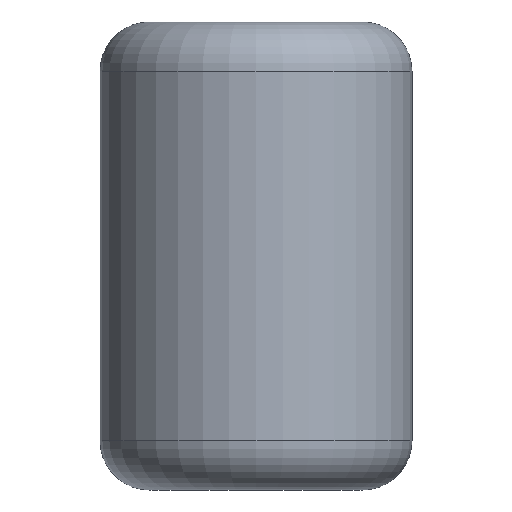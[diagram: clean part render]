
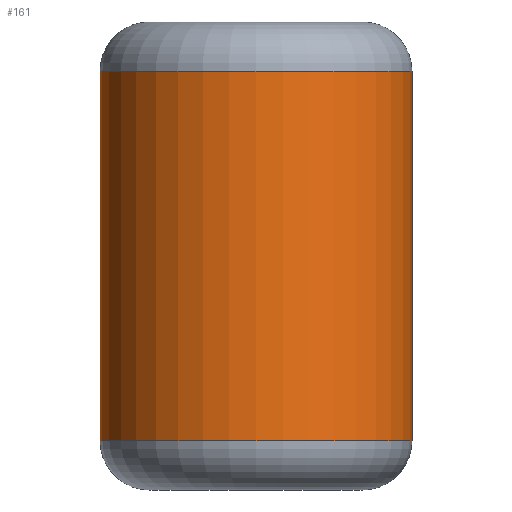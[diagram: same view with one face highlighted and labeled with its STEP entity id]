
A CAD part, front view. The second image highlights one B-rep face of the part: STEP entity #161.
In plain terms, the highlighted cylindrical face has radius 9.5 mm (diameter 19 mm), a partial arc.
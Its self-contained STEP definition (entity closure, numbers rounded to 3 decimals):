
#3 = EDGE_CURVE ( 'NONE', #28, #126, #100, .T. ) ;
#7 = LINE ( 'NONE', #130, #190 ) ;
#10 = CARTESIAN_POINT ( 'NONE',  ( 9.5, 0., 3. ) ) ;
#14 = ORIENTED_EDGE ( 'NONE', *, *, #15, .F. ) ;
#15 = EDGE_CURVE ( 'NONE', #207, #126, #61, .T. ) ;
#16 = CARTESIAN_POINT ( 'NONE',  ( -9.5, 0., 25.5 ) ) ;
#28 = VERTEX_POINT ( 'NONE', #173 ) ;
#52 = EDGE_LOOP ( 'NONE', ( #14, #131, #145, #134 ) ) ;
#60 = CARTESIAN_POINT ( 'NONE',  ( 0., 0., 25.5 ) ) ;
#61 = LINE ( 'NONE', #193, #70 ) ;
#65 = CIRCLE ( 'NONE', #96, 9.5 ) ;
#70 = VECTOR ( 'NONE', #83, 1000. ) ;
#75 = FACE_OUTER_BOUND ( 'NONE', #52, .T. ) ;
#79 = EDGE_CURVE ( 'NONE', #196, #28, #7, .T. ) ;
#83 = DIRECTION ( 'NONE',  ( 0., 0., -1. ) ) ;
#88 = DIRECTION ( 'NONE',  ( 0., 0., -1. ) ) ;
#96 = AXIS2_PLACEMENT_3D ( 'NONE', #60, #227, #117 ) ;
#100 = CIRCLE ( 'NONE', #175, 9.5 ) ;
#112 = DIRECTION ( 'NONE',  ( 0., 0., -1. ) ) ;
#116 = CARTESIAN_POINT ( 'NONE',  ( 0., 0., 3. ) ) ;
#117 = DIRECTION ( 'NONE',  ( 1., 0., 0. ) ) ;
#126 = VERTEX_POINT ( 'NONE', #10 ) ;
#130 = CARTESIAN_POINT ( 'NONE',  ( -9.5, 0., 28.5 ) ) ;
#131 = ORIENTED_EDGE ( 'NONE', *, *, #191, .T. ) ;
#134 = ORIENTED_EDGE ( 'NONE', *, *, #3, .T. ) ;
#145 = ORIENTED_EDGE ( 'NONE', *, *, #79, .T. ) ;
#147 = DIRECTION ( 'NONE',  ( 0., 0., 1. ) ) ;
#151 = DIRECTION ( 'NONE',  ( 1., 0., 0. ) ) ;
#161 = ADVANCED_FACE ( 'NONE', ( #75 ), #221, .T. ) ;
#162 = CARTESIAN_POINT ( 'NONE',  ( 0., 0., 28.5 ) ) ;
#173 = CARTESIAN_POINT ( 'NONE',  ( -9.5, 0., 3. ) ) ;
#175 = AXIS2_PLACEMENT_3D ( 'NONE', #116, #147, #151 ) ;
#190 = VECTOR ( 'NONE', #88, 1000. ) ;
#191 = EDGE_CURVE ( 'NONE', #207, #196, #65, .T. ) ;
#193 = CARTESIAN_POINT ( 'NONE',  ( 9.5, 0., 28.5 ) ) ;
#196 = VERTEX_POINT ( 'NONE', #16 ) ;
#200 = DIRECTION ( 'NONE',  ( -1., 0., 0. ) ) ;
#207 = VERTEX_POINT ( 'NONE', #210 ) ;
#210 = CARTESIAN_POINT ( 'NONE',  ( 9.5, 0., 25.5 ) ) ;
#217 = AXIS2_PLACEMENT_3D ( 'NONE', #162, #112, #200 ) ;
#221 = CYLINDRICAL_SURFACE ( 'NONE', #217, 9.5 ) ;
#227 = DIRECTION ( 'NONE',  ( 0., 0., -1. ) ) ;
